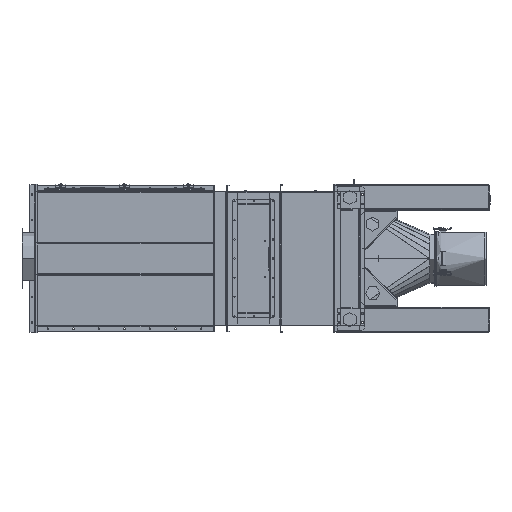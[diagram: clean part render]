
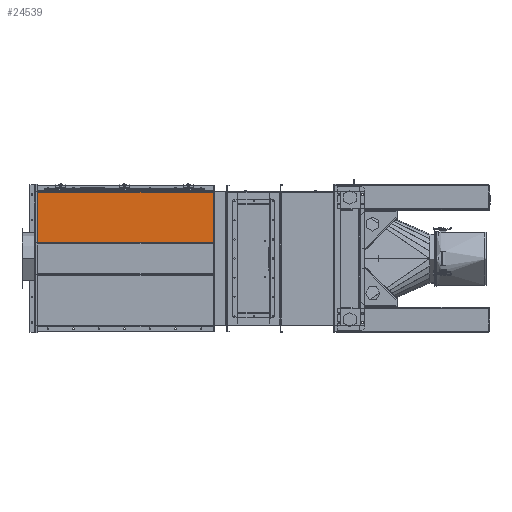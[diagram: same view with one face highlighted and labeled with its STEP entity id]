
A CAD part, left-side view. The second image highlights one B-rep face of the part: STEP entity #24539.
In plain terms, the highlighted planar face has unit normal (-1, 0, 0).
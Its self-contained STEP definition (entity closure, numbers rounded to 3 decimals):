
#4276 = FACE_OUTER_BOUND ( 'NONE', #47718, .T. ) ;
#5323 = EDGE_CURVE ( 'NONE', #81840, #57388, #81016, .T. ) ;
#6141 = ORIENTED_EDGE ( 'NONE', *, *, #5323, .F. ) ;
#10951 = CARTESIAN_POINT ( 'NONE',  ( -2., 1395.6, 200. ) ) ;
#11410 = AXIS2_PLACEMENT_3D ( 'NONE', #113771, #166529, #139718 ) ;
#12744 = CARTESIAN_POINT ( 'NONE',  ( -2., 4.4, 200. ) ) ;
#16924 = EDGE_CURVE ( 'NONE', #46662, #118797, #38637, .T. ) ;
#21905 = ORIENTED_EDGE ( 'NONE', *, *, #24392, .F. ) ;
#24392 = EDGE_CURVE ( 'NONE', #57388, #118797, #92534, .T. ) ;
#24539 = ADVANCED_FACE ( 'NONE', ( #4276 ), #30189, .T. ) ;
#25625 = DIRECTION ( 'NONE',  ( 0., 0., -1. ) ) ;
#27522 = ORIENTED_EDGE ( 'NONE', *, *, #102866, .F. ) ;
#30189 = PLANE ( 'NONE',  #11410 ) ;
#35382 = LINE ( 'NONE', #144194, #63455 ) ;
#36752 = ORIENTED_EDGE ( 'NONE', *, *, #16924, .T. ) ;
#37939 = DIRECTION ( 'NONE',  ( 0., -1., 0. ) ) ;
#38637 = LINE ( 'NONE', #10951, #120392 ) ;
#41043 = CARTESIAN_POINT ( 'NONE',  ( -2., 1395.6, 195.6 ) ) ;
#41502 = CARTESIAN_POINT ( 'NONE',  ( -2., 4.4, -195.6 ) ) ;
#46662 = VERTEX_POINT ( 'NONE', #41043 ) ;
#47718 = EDGE_LOOP ( 'NONE', ( #36752, #21905, #6141, #27522 ) ) ;
#57388 = VERTEX_POINT ( 'NONE', #81375 ) ;
#63455 = VECTOR ( 'NONE', #37939, 1000. ) ;
#81016 = LINE ( 'NONE', #12744, #131736 ) ;
#81375 = CARTESIAN_POINT ( 'NONE',  ( -2., 4.4, -195.6 ) ) ;
#81840 = VERTEX_POINT ( 'NONE', #86479 ) ;
#86479 = CARTESIAN_POINT ( 'NONE',  ( -2., 4.4, 195.6 ) ) ;
#92534 = LINE ( 'NONE', #41502, #135570 ) ;
#102866 = EDGE_CURVE ( 'NONE', #46662, #81840, #35382, .T. ) ;
#105487 = DIRECTION ( 'NONE',  ( 0., 1., 0. ) ) ;
#113771 = CARTESIAN_POINT ( 'NONE',  ( -2., 0., 200. ) ) ;
#118797 = VERTEX_POINT ( 'NONE', #137908 ) ;
#120392 = VECTOR ( 'NONE', #25625, 1000. ) ;
#131736 = VECTOR ( 'NONE', #144141, 1000. ) ;
#135570 = VECTOR ( 'NONE', #105487, 1000. ) ;
#137908 = CARTESIAN_POINT ( 'NONE',  ( -2., 1395.6, -195.6 ) ) ;
#139718 = DIRECTION ( 'NONE',  ( 0., 0., 1. ) ) ;
#144141 = DIRECTION ( 'NONE',  ( 0., 0., -1. ) ) ;
#144194 = CARTESIAN_POINT ( 'NONE',  ( -2., 1395.6, 195.6 ) ) ;
#166529 = DIRECTION ( 'NONE',  ( -1., 0., 0. ) ) ;
